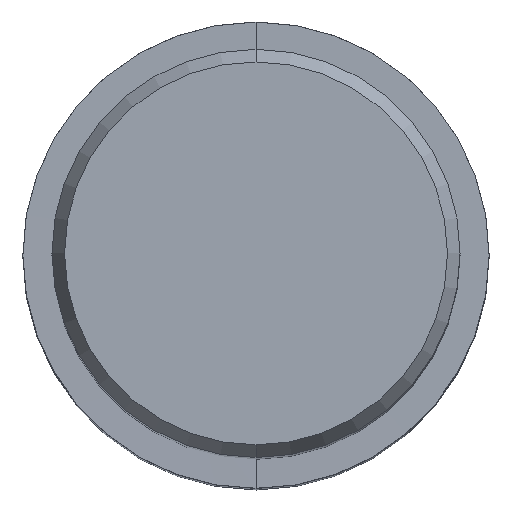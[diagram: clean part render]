
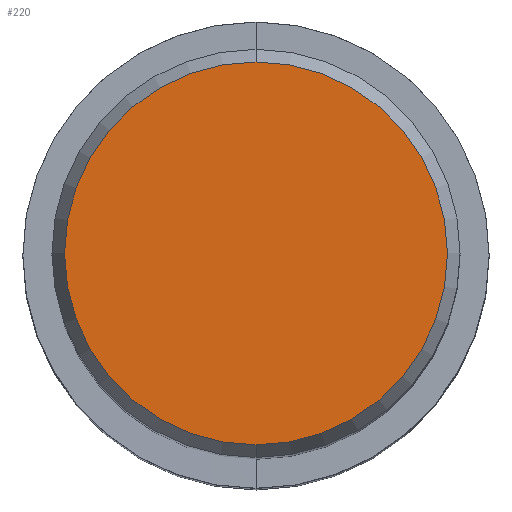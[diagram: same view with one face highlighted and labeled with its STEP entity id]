
A CAD part, top view. The second image highlights one B-rep face of the part: STEP entity #220.
In plain terms, the highlighted planar face has unit normal (0, 0, 1).
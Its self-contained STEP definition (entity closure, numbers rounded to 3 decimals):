
#166=EDGE_CURVE('',#264,#262,#355,.T.);
#220=ADVANCED_FACE('',(#412),#413,.T.);
#232=EDGE_CURVE('',#262,#264,#425,.T.);
#262=VERTEX_POINT('',#461);
#264=VERTEX_POINT('',#463);
#355=CIRCLE('',#561,10.425);
#412=FACE_OUTER_BOUND('',#634,.T.);
#413=PLANE('',#635);
#425=CIRCLE('',#653,10.425);
#461=CARTESIAN_POINT('',(0.0,10.425,0.01));
#463=CARTESIAN_POINT('',(0.,-10.425,0.01));
#561=AXIS2_PLACEMENT_3D('',#806,#807,#808);
#634=EDGE_LOOP('',(#854,#855));
#635=AXIS2_PLACEMENT_3D('',#856,#857,#858);
#653=AXIS2_PLACEMENT_3D('',#864,#865,#866);
#806=CARTESIAN_POINT('',(0.0,0.0,0.01));
#807=DIRECTION('',(0.0,0.0,-1.0));
#808=DIRECTION('',(0.0,1.0,0.0));
#854=ORIENTED_EDGE('',*,*,#232,.F.);
#855=ORIENTED_EDGE('',*,*,#166,.F.);
#856=CARTESIAN_POINT('',(0.0,5.212,0.01));
#857=DIRECTION('',(-0.0,0.0,1.0));
#858=DIRECTION('',(0.0,-1.0,0.0));
#864=CARTESIAN_POINT('',(0.0,0.0,0.01));
#865=DIRECTION('',(0.0,0.0,-1.0));
#866=DIRECTION('',(0.0,1.0,0.0));
